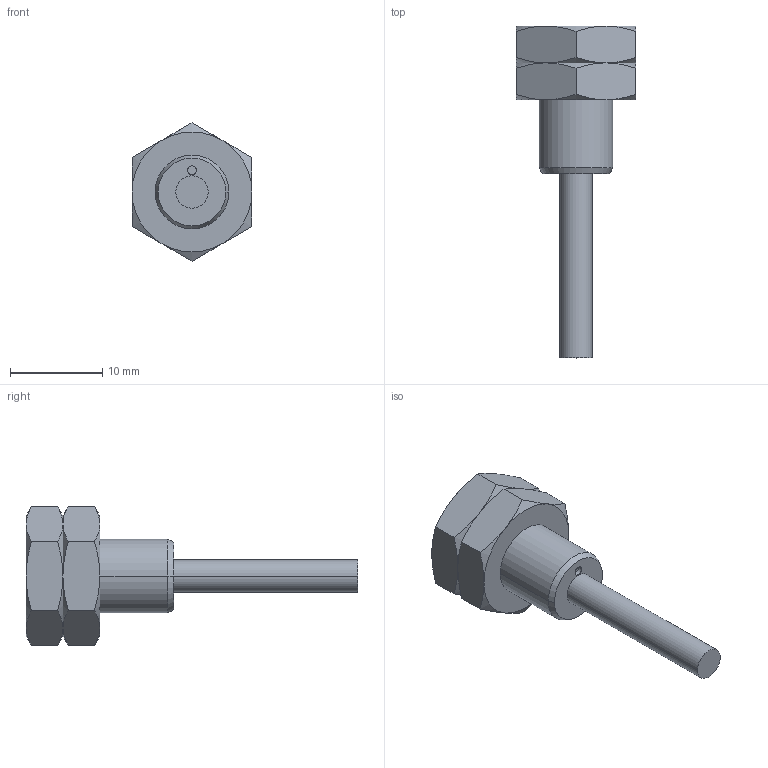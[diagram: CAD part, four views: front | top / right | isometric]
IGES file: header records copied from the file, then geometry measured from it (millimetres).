
Start section:  PTC IGES file: dw-ad-623-m8-120.igs
Global section: file name: dw-ad-623-m8-120.igs; native system:  by Parametric Technology Corporation; preprocessor: 2010230; organization: Unknown; date: 20110223.111525; units: millimetre
Bounding box: 13 x 36 x 15.01 mm (x, y, z)
Volume: 1752.2 mm3; surface area: 1074.1 mm2
Topology: 1 solids, 1 shells, 54 faces, 110 edges, 62 vertices
Faces by surface type: revolution 36, bspline 18
